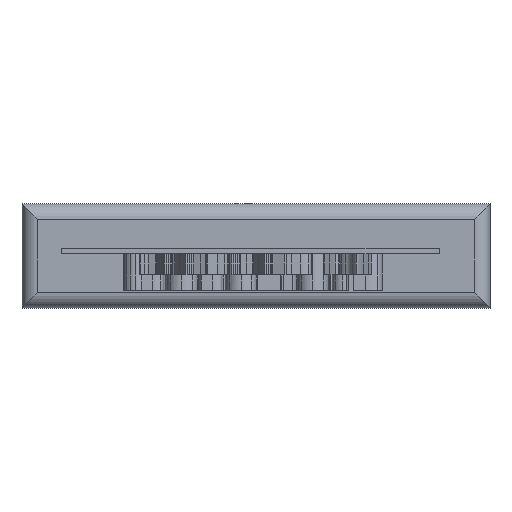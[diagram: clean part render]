
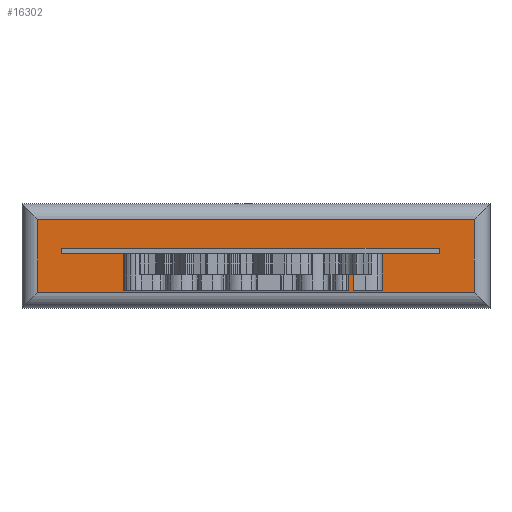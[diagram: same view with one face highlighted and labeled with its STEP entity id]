
A CAD part, top view. The second image highlights one B-rep face of the part: STEP entity #16302.
In plain terms, the highlighted planar face has unit normal (0, 0, 1).
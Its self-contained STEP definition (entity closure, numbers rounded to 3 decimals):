
#2300=PLANE('',#17294);
#2520=FACE_OUTER_BOUND('',#3460,.T.);
#3460=EDGE_LOOP('',(#11102,#11103,#11104,#11105));
#4442=LINE('',#19129,#5591);
#4444=LINE('',#19137,#5593);
#4446=LINE('',#19143,#5595);
#4449=LINE('',#19149,#5598);
#5591=VECTOR('',#17518,10.);
#5593=VECTOR('',#17526,10.);
#5595=VECTOR('',#17532,10.);
#5598=VECTOR('',#17539,10.);
#6740=VERTEX_POINT('',#19127);
#6741=VERTEX_POINT('',#19128);
#6744=VERTEX_POINT('',#19136);
#6746=VERTEX_POINT('',#19142);
#8472=EDGE_CURVE('',#6740,#6741,#4442,.T.);
#8476=EDGE_CURVE('',#6741,#6744,#4444,.T.);
#8479=EDGE_CURVE('',#6744,#6746,#4446,.T.);
#8483=EDGE_CURVE('',#6746,#6740,#4449,.T.);
#11102=ORIENTED_EDGE('',*,*,#8472,.F.);
#11103=ORIENTED_EDGE('',*,*,#8483,.F.);
#11104=ORIENTED_EDGE('',*,*,#8479,.F.);
#11105=ORIENTED_EDGE('',*,*,#8476,.F.);
#16302=ADVANCED_FACE('',(#2520),#2300,.T.);
#17294=AXIS2_PLACEMENT_3D('',#19160,#17549,#17550);
#17518=DIRECTION('',(1.,0.,0.));
#17526=DIRECTION('',(0.,-1.,0.));
#17532=DIRECTION('',(-1.,0.,0.));
#17539=DIRECTION('',(0.,1.,0.));
#17549=DIRECTION('center_axis',(0.,0.,1.));
#17550=DIRECTION('ref_axis',(1.,0.,0.));
#19127=CARTESIAN_POINT('',(-39.205,6.587,5.2));
#19128=CARTESIAN_POINT('',(44.795,6.587,5.2));
#19129=CARTESIAN_POINT('',(25.295,6.587,5.2));
#19136=CARTESIAN_POINT('',(44.795,-7.413,5.2));
#19137=CARTESIAN_POINT('',(44.795,-5.413,5.2));
#19142=CARTESIAN_POINT('',(-39.205,-7.413,5.2));
#19143=CARTESIAN_POINT('',(-19.705,-7.413,5.2));
#19149=CARTESIAN_POINT('',(-39.205,4.587,5.2));
#19160=CARTESIAN_POINT('Origin',(2.795,-0.413,5.2));
